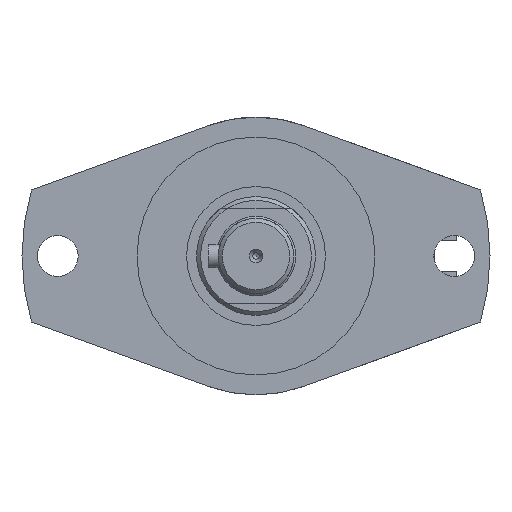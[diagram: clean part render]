
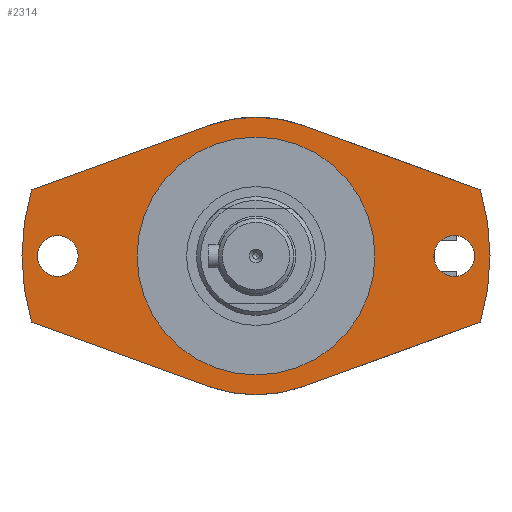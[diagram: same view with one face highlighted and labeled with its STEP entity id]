
A CAD part, left-side view. The second image highlights one B-rep face of the part: STEP entity #2314.
In plain terms, the highlighted planar face has unit normal (-1, 0, 0).
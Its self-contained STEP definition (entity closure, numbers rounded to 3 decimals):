
#1993=CARTESIAN_POINT('',(47.,11.971,32.889));
#1994=VERTEX_POINT('',#1993);
#2001=CARTESIAN_POINT('',(47.,-11.971,32.889));
#2002=VERTEX_POINT('',#2001);
#2003=CARTESIAN_POINT('',(47.,0.,0.));
#2004=DIRECTION('',(-1.0,0.,0.));
#2005=DIRECTION('',(0.,0.342,-0.94));
#2006=AXIS2_PLACEMENT_3D('',#2003,#2004,#2005);
#2007=CIRCLE('',#2006,35.);
#2008=EDGE_CURVE('',#2002,#1994,#2007,.T.);
#2027=CARTESIAN_POINT('',(47.,-11.971,-32.889));
#2028=VERTEX_POINT('',#2027);
#2035=CARTESIAN_POINT('',(47.,11.971,-32.889));
#2036=VERTEX_POINT('',#2035);
#2037=CARTESIAN_POINT('',(47.,0.,0.));
#2038=DIRECTION('',(-1.0,0.,0.));
#2039=DIRECTION('',(0.,-0.342,0.94));
#2040=AXIS2_PLACEMENT_3D('',#2037,#2038,#2039);
#2041=CIRCLE('',#2040,35.0);
#2042=EDGE_CURVE('',#2036,#2028,#2041,.T.);
#2074=CARTESIAN_POINT('',(47.,-50.,5.15));
#2075=VERTEX_POINT('',#2074);
#2076=CARTESIAN_POINT('',(47.,-50.,0.));
#2077=DIRECTION('',(1.0,0.0,0.0));
#2078=DIRECTION('',(0.0,0.0,-1.0));
#2079=AXIS2_PLACEMENT_3D('',#2076,#2077,#2078);
#2080=CIRCLE('',#2079,5.15);
#2081=EDGE_CURVE('',#2075,#2075,#2080,.T.);
#2102=CARTESIAN_POINT('',(47.0,50.,5.15));
#2103=VERTEX_POINT('',#2102);
#2104=CARTESIAN_POINT('',(47.0,50.,0.));
#2105=DIRECTION('',(1.0,0.0,0.0));
#2106=DIRECTION('',(0.0,0.0,-1.0));
#2107=AXIS2_PLACEMENT_3D('',#2104,#2105,#2106);
#2108=CIRCLE('',#2107,5.15);
#2109=EDGE_CURVE('',#2103,#2103,#2108,.T.);
#2130=CARTESIAN_POINT('',(47.,-56.604,-16.644));
#2131=VERTEX_POINT('',#2130);
#2140=CARTESIAN_POINT('',(47.,-11.971,-32.889));
#2141=DIRECTION('',(0.,-0.94,0.342));
#2142=VECTOR('',#2141,47.497);
#2143=LINE('',#2140,#2142);
#2144=EDGE_CURVE('',#2028,#2131,#2143,.T.);
#2170=CARTESIAN_POINT('',(47.,-56.604,16.644));
#2171=VERTEX_POINT('',#2170);
#2172=CARTESIAN_POINT('',(47.,-56.604,16.644));
#2173=DIRECTION('',(0.,0.94,0.342));
#2174=VECTOR('',#2173,47.497);
#2175=LINE('',#2172,#2174);
#2176=EDGE_CURVE('',#2171,#2002,#2175,.T.);
#2200=CARTESIAN_POINT('',(47.,56.604,16.644));
#2201=VERTEX_POINT('',#2200);
#2208=CARTESIAN_POINT('',(47.,11.971,32.889));
#2209=DIRECTION('',(0.,0.94,-0.342));
#2210=VECTOR('',#2209,47.497);
#2211=LINE('',#2208,#2210);
#2212=EDGE_CURVE('',#1994,#2201,#2211,.T.);
#2225=CARTESIAN_POINT('',(47.,56.604,-16.644));
#2226=VERTEX_POINT('',#2225);
#2240=CARTESIAN_POINT('',(47.,56.604,-16.644));
#2241=DIRECTION('',(0.,-0.94,-0.342));
#2242=VECTOR('',#2241,47.497);
#2243=LINE('',#2240,#2242);
#2244=EDGE_CURVE('',#2226,#2036,#2243,.T.);
#2270=CARTESIAN_POINT('',(47.,44.5,0.));
#2271=DIRECTION('',(-1.0,0.0,0.0));
#2272=DIRECTION('',(0.0,0.0,1.0));
#2273=AXIS2_PLACEMENT_3D('',#2270,#2271,#2272);
#2274=PLANE('',#2273);
#2275=ORIENTED_EDGE('',*,*,#2244,.T.);
#2276=ORIENTED_EDGE('',*,*,#2042,.T.);
#2277=ORIENTED_EDGE('',*,*,#2144,.T.);
#2278=CARTESIAN_POINT('',(47.,0.,0.));
#2279=DIRECTION('',(1.0,0.0,0.0));
#2280=DIRECTION('',(0.0,1.0,0.0));
#2281=AXIS2_PLACEMENT_3D('',#2278,#2279,#2280);
#2282=CIRCLE('',#2281,59.0);
#2283=EDGE_CURVE('',#2171,#2131,#2282,.T.);
#2284=ORIENTED_EDGE('',*,*,#2283,.F.);
#2285=ORIENTED_EDGE('',*,*,#2176,.T.);
#2286=ORIENTED_EDGE('',*,*,#2008,.T.);
#2287=ORIENTED_EDGE('',*,*,#2212,.T.);
#2288=CARTESIAN_POINT('',(47.,0.,0.));
#2289=DIRECTION('',(1.0,0.0,0.0));
#2290=DIRECTION('',(0.0,1.0,0.0));
#2291=AXIS2_PLACEMENT_3D('',#2288,#2289,#2290);
#2292=CIRCLE('',#2291,59.0);
#2293=EDGE_CURVE('',#2226,#2201,#2292,.T.);
#2294=ORIENTED_EDGE('',*,*,#2293,.F.);
#2295=EDGE_LOOP('',(#2275,#2276,#2277,#2284,#2285,#2286,#2287,#2294));
#2296=FACE_OUTER_BOUND('',#2295,.T.);
#2297=ORIENTED_EDGE('',*,*,#2081,.T.);
#2298=EDGE_LOOP('',(#2297));
#2299=FACE_BOUND('',#2298,.T.);
#2300=ORIENTED_EDGE('',*,*,#2109,.T.);
#2301=EDGE_LOOP('',(#2300));
#2302=FACE_BOUND('',#2301,.T.);
#2303=CARTESIAN_POINT('',(47.0,30.,0.));
#2304=VERTEX_POINT('',#2303);
#2305=CARTESIAN_POINT('',(47.,0.,0.));
#2306=DIRECTION('',(1.0,0.0,0.0));
#2307=DIRECTION('',(0.0,1.0,0.0));
#2308=AXIS2_PLACEMENT_3D('',#2305,#2306,#2307);
#2309=CIRCLE('',#2308,30.0);
#2310=EDGE_CURVE('',#2304,#2304,#2309,.T.);
#2311=ORIENTED_EDGE('',*,*,#2310,.T.);
#2312=EDGE_LOOP('',(#2311));
#2313=FACE_BOUND('',#2312,.T.);
#2314=ADVANCED_FACE('',(#2296,#2299,#2302,#2313),#2274,.T.);
